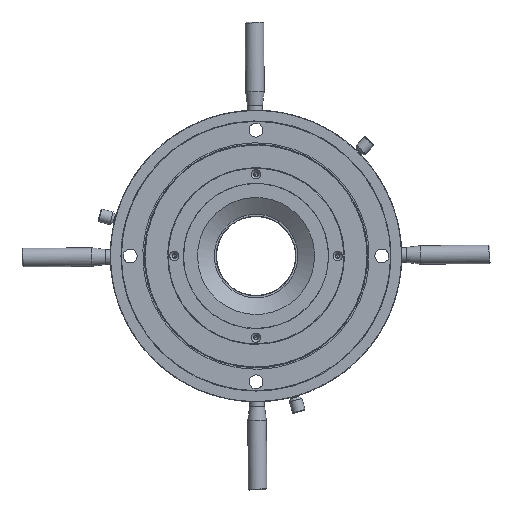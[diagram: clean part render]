
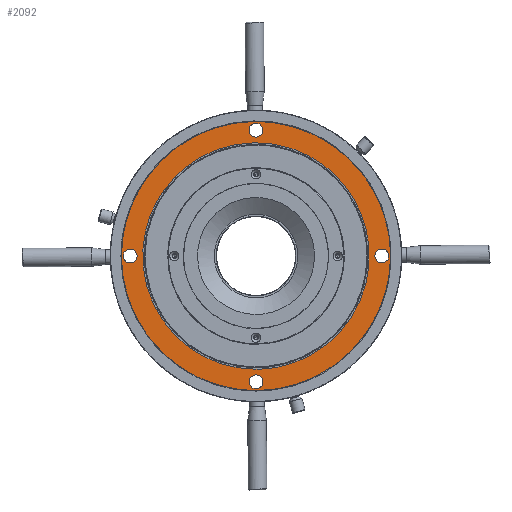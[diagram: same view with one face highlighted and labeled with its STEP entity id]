
A CAD part, front view. The second image highlights one B-rep face of the part: STEP entity #2092.
In plain terms, the highlighted free-form (B-spline) face has degree [1, 1] with [2, 2] control points.
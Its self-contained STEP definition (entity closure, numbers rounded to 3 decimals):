
#1071 = VERTEX_POINT('',#1072);
#1072 = CARTESIAN_POINT('',(8.792,-14.067,
    158.836));
#1077 = EDGE_CURVE('',#1071,#1071,#1078,.T.);
#1078 = ( BOUNDED_CURVE() B_SPLINE_CURVE(2,(#1079,#1080,#1081,#1082,
#1083,#1084,#1085),.UNSPECIFIED.,.T.,.F.) B_SPLINE_CURVE_WITH_KNOTS((3,2
    ,2,3),(3.142,5.236,7.33,9.425),
.PIECEWISE_BEZIER_KNOTS.) CURVE() GEOMETRIC_REPRESENTATION_ITEM() 
RATIONAL_B_SPLINE_CURVE((1.,0.5,1.,0.5,1.,0.5,1.)) REPRESENTATION_ITEM(
  '') );
#1079 = CARTESIAN_POINT('',(8.792,-14.067,
    158.836));
#1080 = CARTESIAN_POINT('',(8.792,-14.067,
    143.609));
#1081 = CARTESIAN_POINT('',(-4.396,-14.067,
    151.222));
#1082 = CARTESIAN_POINT('',(-17.583,-14.067,
    158.836));
#1083 = CARTESIAN_POINT('',(-4.396,-14.067,
    166.45));
#1084 = CARTESIAN_POINT('',(8.792,-14.067,
    174.064));
#1085 = CARTESIAN_POINT('',(8.792,-14.067,
    158.836));
#1162 = VERTEX_POINT('',#1163);
#1163 = CARTESIAN_POINT('',(158.836,-14.067,
    -8.792));
#1168 = EDGE_CURVE('',#1162,#1162,#1169,.T.);
#1169 = ( BOUNDED_CURVE() B_SPLINE_CURVE(2,(#1170,#1171,#1172,#1173,
#1174,#1175,#1176),.UNSPECIFIED.,.T.,.F.) B_SPLINE_CURVE_WITH_KNOTS((3,2
    ,2,3),(3.142,5.236,7.33,9.425),
.PIECEWISE_BEZIER_KNOTS.) CURVE() GEOMETRIC_REPRESENTATION_ITEM() 
RATIONAL_B_SPLINE_CURVE((1.,0.5,1.,0.5,1.,0.5,1.)) REPRESENTATION_ITEM(
  '') );
#1170 = CARTESIAN_POINT('',(158.836,-14.067,
    -8.792));
#1171 = CARTESIAN_POINT('',(143.609,-14.067,
    -8.792));
#1172 = CARTESIAN_POINT('',(151.222,-14.067,
    4.396));
#1173 = CARTESIAN_POINT('',(158.836,-14.067,
    17.583));
#1174 = CARTESIAN_POINT('',(166.45,-14.067,
    4.396));
#1175 = CARTESIAN_POINT('',(174.064,-14.067,
    -8.792));
#1176 = CARTESIAN_POINT('',(158.836,-14.067,
    -8.792));
#1253 = VERTEX_POINT('',#1254);
#1254 = CARTESIAN_POINT('',(-8.792,-14.067,
    -158.836));
#1259 = EDGE_CURVE('',#1253,#1253,#1260,.T.);
#1260 = ( BOUNDED_CURVE() B_SPLINE_CURVE(2,(#1261,#1262,#1263,#1264,
#1265,#1266,#1267),.UNSPECIFIED.,.T.,.F.) B_SPLINE_CURVE_WITH_KNOTS((3,2
    ,2,3),(3.142,5.236,7.33,9.425),
.PIECEWISE_BEZIER_KNOTS.) CURVE() GEOMETRIC_REPRESENTATION_ITEM() 
RATIONAL_B_SPLINE_CURVE((1.,0.5,1.,0.5,1.,0.5,1.)) REPRESENTATION_ITEM(
  '') );
#1261 = CARTESIAN_POINT('',(-8.792,-14.067,
    -158.836));
#1262 = CARTESIAN_POINT('',(-8.792,-14.067,
    -143.609));
#1263 = CARTESIAN_POINT('',(4.396,-14.067,
    -151.222));
#1264 = CARTESIAN_POINT('',(17.583,-14.067,
    -158.836));
#1265 = CARTESIAN_POINT('',(4.396,-14.067,
    -166.45));
#1266 = CARTESIAN_POINT('',(-8.792,-14.067,
    -174.064));
#1267 = CARTESIAN_POINT('',(-8.792,-14.067,
    -158.836));
#1344 = VERTEX_POINT('',#1345);
#1345 = CARTESIAN_POINT('',(-158.836,-14.067,
    8.792));
#1350 = EDGE_CURVE('',#1344,#1344,#1351,.T.);
#1351 = ( BOUNDED_CURVE() B_SPLINE_CURVE(2,(#1352,#1353,#1354,#1355,
#1356,#1357,#1358),.UNSPECIFIED.,.T.,.F.) B_SPLINE_CURVE_WITH_KNOTS((3,2
    ,2,3),(3.142,5.236,7.33,9.425),
.PIECEWISE_BEZIER_KNOTS.) CURVE() GEOMETRIC_REPRESENTATION_ITEM() 
RATIONAL_B_SPLINE_CURVE((1.,0.5,1.,0.5,1.,0.5,1.)) REPRESENTATION_ITEM(
  '') );
#1352 = CARTESIAN_POINT('',(-158.836,-14.067,
    8.792));
#1353 = CARTESIAN_POINT('',(-143.609,-14.067,
    8.792));
#1354 = CARTESIAN_POINT('',(-151.222,-14.067,
    -4.396));
#1355 = CARTESIAN_POINT('',(-158.836,-14.067,
    -17.583));
#1356 = CARTESIAN_POINT('',(-166.45,-14.067,
    -4.396));
#1357 = CARTESIAN_POINT('',(-174.064,-14.067,
    8.792));
#1358 = CARTESIAN_POINT('',(-158.836,-14.067,
    8.792));
#2054 = EDGE_CURVE('',#2055,#2055,#2057,.T.);
#2055 = VERTEX_POINT('',#2056);
#2056 = CARTESIAN_POINT('',(-174.661,-14.067,
    0.));
#2057 = ( BOUNDED_CURVE() B_SPLINE_CURVE(2,(#2058,#2059,#2060,#2061,
#2062,#2063,#2064),.UNSPECIFIED.,.T.,.F.) B_SPLINE_CURVE_WITH_KNOTS((3,2
    ,2,3),(3.142,5.236,7.33,9.425),
.PIECEWISE_BEZIER_KNOTS.) CURVE() GEOMETRIC_REPRESENTATION_ITEM() 
RATIONAL_B_SPLINE_CURVE((1.,0.5,1.,0.5,1.,0.5,1.)) REPRESENTATION_ITEM(
  '') );
#2058 = CARTESIAN_POINT('',(-174.661,-14.067,
    0.));
#2059 = CARTESIAN_POINT('',(-174.661,-14.067,
    302.522));
#2060 = CARTESIAN_POINT('',(87.331,-14.067,
    151.261));
#2061 = CARTESIAN_POINT('',(349.323,-14.067,
    0.));
#2062 = CARTESIAN_POINT('',(87.331,-14.067,
    -151.261));
#2063 = CARTESIAN_POINT('',(-174.661,-14.067,
    -302.522));
#2064 = CARTESIAN_POINT('',(-174.661,-14.067,
    0.));
#2092 = ADVANCED_FACE('',(#2093,#2096,#2099,#2102,#2105,#2108),#2122,.F.
  );
#2093 = FACE_BOUND('',#2094,.T.);
#2094 = EDGE_LOOP('',(#2095));
#2095 = ORIENTED_EDGE('',*,*,#2054,.F.);
#2096 = FACE_BOUND('',#2097,.T.);
#2097 = EDGE_LOOP('',(#2098));
#2098 = ORIENTED_EDGE('',*,*,#1168,.T.);
#2099 = FACE_BOUND('',#2100,.T.);
#2100 = EDGE_LOOP('',(#2101));
#2101 = ORIENTED_EDGE('',*,*,#1077,.T.);
#2102 = FACE_BOUND('',#2103,.T.);
#2103 = EDGE_LOOP('',(#2104));
#2104 = ORIENTED_EDGE('',*,*,#1350,.T.);
#2105 = FACE_BOUND('',#2106,.T.);
#2106 = EDGE_LOOP('',(#2107));
#2107 = ORIENTED_EDGE('',*,*,#1259,.T.);
#2108 = FACE_BOUND('',#2109,.T.);
#2109 = EDGE_LOOP('',(#2110));
#2110 = ORIENTED_EDGE('',*,*,#2111,.T.);
#2111 = EDGE_CURVE('',#2112,#2112,#2114,.T.);
#2112 = VERTEX_POINT('',#2113);
#2113 = CARTESIAN_POINT('',(-140.667,-14.067,
    0.));
#2114 = ( BOUNDED_CURVE() B_SPLINE_CURVE(2,(#2115,#2116,#2117,#2118,
#2119,#2120,#2121),.UNSPECIFIED.,.T.,.F.) B_SPLINE_CURVE_WITH_KNOTS((3,2
    ,2,3),(3.142,5.236,7.33,9.425),
.PIECEWISE_BEZIER_KNOTS.) CURVE() GEOMETRIC_REPRESENTATION_ITEM() 
RATIONAL_B_SPLINE_CURVE((1.,0.5,1.,0.5,1.,0.5,1.)) REPRESENTATION_ITEM(
  '') );
#2115 = CARTESIAN_POINT('',(-140.667,-14.067,
    0.));
#2116 = CARTESIAN_POINT('',(-140.667,-14.067,
    243.642));
#2117 = CARTESIAN_POINT('',(70.333,-14.067,
    121.821));
#2118 = CARTESIAN_POINT('',(281.334,-14.067,
    0.));
#2119 = CARTESIAN_POINT('',(70.333,-14.067,
    -121.821));
#2120 = CARTESIAN_POINT('',(-140.667,-14.067,
    -243.642));
#2121 = CARTESIAN_POINT('',(-140.667,-14.067,
    0.));
#2122 = B_SPLINE_SURFACE_WITH_KNOTS('',1,1,(
    (#2123,#2124)
    ,(#2125,#2126
    )),.UNSPECIFIED.,.F.,.F.,.F.,(2,2),(2,2),(-149.,149.),(-149.,149.),
  .PIECEWISE_BEZIER_KNOTS.);
#2123 = CARTESIAN_POINT('',(-174.661,-14.067,
    -174.661));
#2124 = CARTESIAN_POINT('',(174.661,-14.067,
    -174.661));
#2125 = CARTESIAN_POINT('',(-174.661,-14.067,
    174.661));
#2126 = CARTESIAN_POINT('',(174.661,-14.067,
    174.661));
